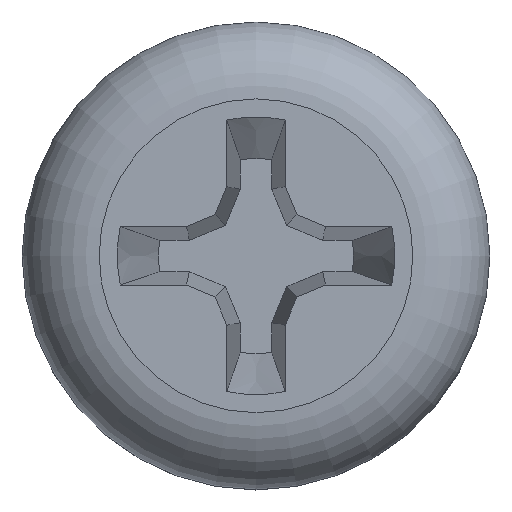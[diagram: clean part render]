
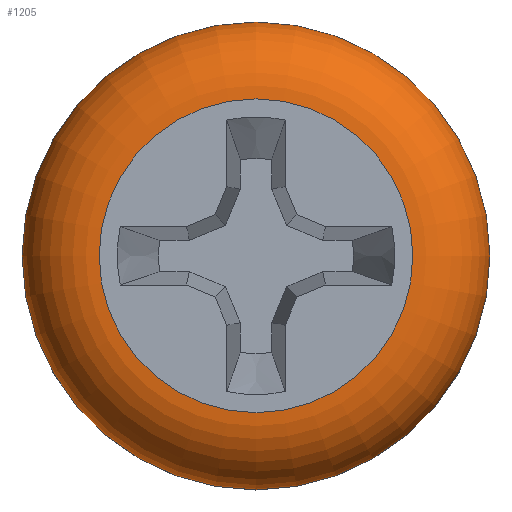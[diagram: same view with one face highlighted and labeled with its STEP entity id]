
A CAD part, top view. The second image highlights one B-rep face of the part: STEP entity #1205.
In plain terms, the highlighted toroidal (fillet/blend) face has major radius 2.683 mm and minor radius 1.317 mm.
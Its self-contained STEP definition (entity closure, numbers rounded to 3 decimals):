
#39=TOROIDAL_SURFACE('',#1299,2.683,1.318);
#121=FACE_OUTER_BOUND('',#186,.T.);
#186=EDGE_LOOP('',(#912,#913,#914,#915,#916,#917,#918));
#225=CIRCLE('',#1300,4.);
#226=CIRCLE('',#1301,4.);
#227=CIRCLE('',#1302,1.318);
#228=CIRCLE('',#1303,2.683);
#229=CIRCLE('',#1304,2.683);
#230=CIRCLE('',#1305,4.);
#527=VERTEX_POINT('',#5640);
#528=VERTEX_POINT('',#5641);
#529=VERTEX_POINT('',#5643);
#530=VERTEX_POINT('',#5645);
#531=VERTEX_POINT('',#5647);
#689=EDGE_CURVE('',#527,#528,#225,.T.);
#690=EDGE_CURVE('',#529,#527,#226,.T.);
#691=EDGE_CURVE('',#529,#530,#227,.T.);
#692=EDGE_CURVE('',#530,#531,#228,.T.);
#693=EDGE_CURVE('',#531,#530,#229,.T.);
#694=EDGE_CURVE('',#528,#529,#230,.T.);
#912=ORIENTED_EDGE('',*,*,#689,.F.);
#913=ORIENTED_EDGE('',*,*,#690,.F.);
#914=ORIENTED_EDGE('',*,*,#691,.T.);
#915=ORIENTED_EDGE('',*,*,#692,.T.);
#916=ORIENTED_EDGE('',*,*,#693,.T.);
#917=ORIENTED_EDGE('',*,*,#691,.F.);
#918=ORIENTED_EDGE('',*,*,#694,.F.);
#1205=ADVANCED_FACE('',(#121),#39,.T.);
#1299=AXIS2_PLACEMENT_3D('',#5639,#1468,#1469);
#1300=AXIS2_PLACEMENT_3D('',#5642,#1470,#1471);
#1301=AXIS2_PLACEMENT_3D('',#5644,#1472,#1473);
#1302=AXIS2_PLACEMENT_3D('',#5646,#1474,#1475);
#1303=AXIS2_PLACEMENT_3D('',#5648,#1476,#1477);
#1304=AXIS2_PLACEMENT_3D('',#5649,#1478,#1479);
#1305=AXIS2_PLACEMENT_3D('',#5650,#1480,#1481);
#1468=DIRECTION('center_axis',(0.,0.,-1.));
#1469=DIRECTION('ref_axis',(0.,1.,0.));
#1470=DIRECTION('center_axis',(0.,0.,-1.));
#1471=DIRECTION('ref_axis',(0.,1.,0.));
#1472=DIRECTION('center_axis',(0.,0.,-1.));
#1473=DIRECTION('ref_axis',(0.,1.,0.));
#1474=DIRECTION('center_axis',(-1.,0.,0.));
#1475=DIRECTION('ref_axis',(0.,-1.,0.));
#1476=DIRECTION('center_axis',(0.,0.,-1.));
#1477=DIRECTION('ref_axis',(0.,1.,0.));
#1478=DIRECTION('center_axis',(0.,0.,-1.));
#1479=DIRECTION('ref_axis',(0.,1.,0.));
#1480=DIRECTION('center_axis',(0.,0.,-1.));
#1481=DIRECTION('ref_axis',(0.,1.,0.));
#5639=CARTESIAN_POINT('Origin',(0.,0.,1.783));
#5640=CARTESIAN_POINT('',(-4.,0.,1.783));
#5641=CARTESIAN_POINT('',(4.,0.,1.783));
#5642=CARTESIAN_POINT('Origin',(0.,0.,1.783));
#5643=CARTESIAN_POINT('',(0.,-4.,1.783));
#5644=CARTESIAN_POINT('Origin',(0.,0.,1.783));
#5645=CARTESIAN_POINT('',(0.,-2.683,3.1));
#5646=CARTESIAN_POINT('Origin',(0.,-2.683,1.783));
#5647=CARTESIAN_POINT('',(0.,2.683,3.1));
#5648=CARTESIAN_POINT('Origin',(0.,0.,3.1));
#5649=CARTESIAN_POINT('Origin',(0.,0.,3.1));
#5650=CARTESIAN_POINT('Origin',(0.,0.,1.783));
